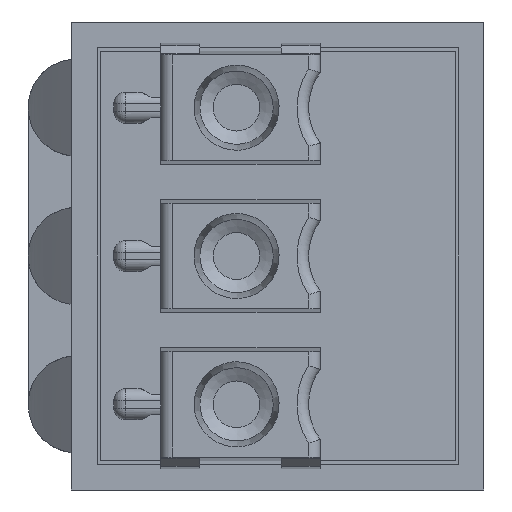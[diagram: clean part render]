
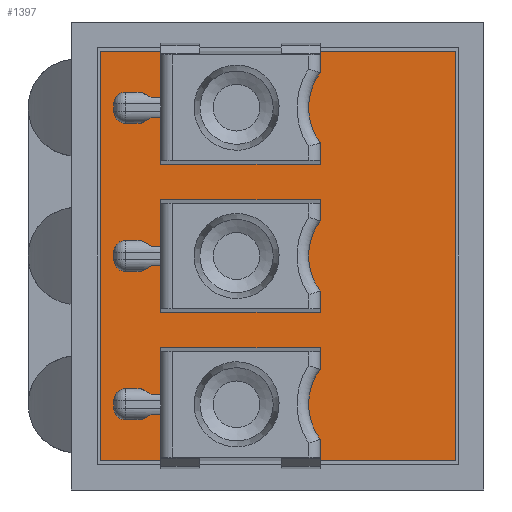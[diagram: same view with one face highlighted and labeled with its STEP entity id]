
A CAD part, front view. The second image highlights one B-rep face of the part: STEP entity #1397.
In plain terms, the highlighted planar face has unit normal (0, -1, 0).
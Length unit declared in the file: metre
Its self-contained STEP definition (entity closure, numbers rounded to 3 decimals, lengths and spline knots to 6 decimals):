
#1397=ADVANCED_FACE('',(#3276,#3277),#3278,.T.);
#2023=EDGE_CURVE('',#4232,#4233,#4234,.T.);
#2255=EDGE_CURVE('',#4239,#4580,#4581,.T.);
#3276=FACE_OUTER_BOUND('',#5622,.T.);
#3277=FACE_BOUND('',#5623,.T.);
#3278=PLANE('',#5624);
#3624=VERTEX_POINT('',#6168);
#3916=VERTEX_POINT('',#6851);
#3919=VERTEX_POINT('',#6856);
#3922=VERTEX_POINT('',#6861);
#3925=VERTEX_POINT('',#6866);
#4219=VERTEX_POINT('',#7417);
#4222=VERTEX_POINT('',#7422);
#4232=VERTEX_POINT('',#7438);
#4233=VERTEX_POINT('',#7439);
#4234=LINE('',#7440,#7441);
#4239=VERTEX_POINT('',#7449);
#4580=VERTEX_POINT('',#8185);
#4581=LINE('',#8186,#8187);
#4587=VERTEX_POINT('',#8196);
#4645=VERTEX_POINT('',#8294);
#4648=VERTEX_POINT('',#8299);
#4651=VERTEX_POINT('',#8304);
#5622=EDGE_LOOP('',(#11073,#11074,#11075,#11076,#11077,#11078,#11079,#11080,#11081,#11082,#11083,#11084,#11085,#11086,#11087,#11088,#11089,#11090));
#5623=EDGE_LOOP('',(#11091,#11092,#11093,#11094,#11095,#11096));
#5624=AXIS2_PLACEMENT_3D('',#11097,#11098,#11099);
#6168=CARTESIAN_POINT('',(0.0064,0.,-0.34693));
#6851=CARTESIAN_POINT('',(0.0064,0.,-0.34602));
#6856=CARTESIAN_POINT('',(0.0064,0.,-0.34547));
#6861=CARTESIAN_POINT('',(0.0064,0.,-0.34367));
#6866=CARTESIAN_POINT('',(0.0064,0.,-0.34312));
#7417=CARTESIAN_POINT('',(0.0064,0.,-0.34928));
#7422=CARTESIAN_POINT('',(0.0064,0.,-0.34748));
#7438=CARTESIAN_POINT('',(0.000753,0.,-0.34983));
#7439=CARTESIAN_POINT('',(0.0023,0.,-0.34983));
#7440=CARTESIAN_POINT('',(0.000753,0.,-0.34983));
#7441=VECTOR('',#12108,1.0);
#7449=CARTESIAN_POINT('',(0.009883,0.,-0.34983));
#8185=CARTESIAN_POINT('',(0.009883,0.,-0.33931));
#8186=CARTESIAN_POINT('',(0.009883,0.,-0.46936));
#8187=VECTOR('',#12241,1.0);
#8196=CARTESIAN_POINT('',(0.000753,0.,-0.33931));
#8294=CARTESIAN_POINT('',(0.0064,0.,-0.34221));
#8299=CARTESIAN_POINT('',(0.0064,0.,-0.34166));
#8304=CARTESIAN_POINT('',(0.0064,0.,-0.33986));
#11073=ORIENTED_EDGE('',*,*,#13083,.T.);
#11074=ORIENTED_EDGE('',*,*,#2023,.T.);
#11075=ORIENTED_EDGE('',*,*,#12766,.T.);
#11076=ORIENTED_EDGE('',*,*,#12765,.F.);
#11077=ORIENTED_EDGE('',*,*,#12404,.T.);
#11078=ORIENTED_EDGE('',*,*,#12763,.T.);
#11079=ORIENTED_EDGE('',*,*,#12761,.F.);
#11080=ORIENTED_EDGE('',*,*,#12759,.T.);
#11081=ORIENTED_EDGE('',*,*,#12773,.F.);
#11082=ORIENTED_EDGE('',*,*,#2255,.T.);
#11083=ORIENTED_EDGE('',*,*,#13084,.F.);
#11084=ORIENTED_EDGE('',*,*,#13085,.F.);
#11085=ORIENTED_EDGE('',*,*,#13086,.F.);
#11086=ORIENTED_EDGE('',*,*,#13087,.F.);
#11087=ORIENTED_EDGE('',*,*,#13088,.F.);
#11088=ORIENTED_EDGE('',*,*,#13089,.F.);
#11089=ORIENTED_EDGE('',*,*,#13090,.F.);
#11090=ORIENTED_EDGE('',*,*,#13091,.F.);
#11091=ORIENTED_EDGE('',*,*,#12602,.F.);
#11092=ORIENTED_EDGE('',*,*,#12599,.T.);
#11093=ORIENTED_EDGE('',*,*,#12597,.T.);
#11094=ORIENTED_EDGE('',*,*,#12595,.F.);
#11095=ORIENTED_EDGE('',*,*,#12593,.T.);
#11096=ORIENTED_EDGE('',*,*,#12591,.T.);
#11097=CARTESIAN_POINT('',(0.001968,0.,-0.53091));
#11098=DIRECTION('',(0.,-1.0,0.));
#11099=DIRECTION('',(1.0,0.,0.));
#12108=DIRECTION('',(1.,0.,0.));
#12241=DIRECTION('',(0.,0.,1.0));
#12404=EDGE_CURVE('',#13413,#3624,#13414,.T.);
#12591=EDGE_CURVE('',#3916,#13651,#13653,.T.);
#12593=EDGE_CURVE('',#3919,#3916,#13655,.T.);
#12595=EDGE_CURVE('',#3919,#3922,#13657,.T.);
#12597=EDGE_CURVE('',#3925,#3922,#13659,.T.);
#12599=EDGE_CURVE('',#13661,#3925,#13662,.T.);
#12602=EDGE_CURVE('',#13661,#13651,#13665,.T.);
#12759=EDGE_CURVE('',#4219,#13837,#13839,.T.);
#12761=EDGE_CURVE('',#4219,#4222,#13841,.T.);
#12763=EDGE_CURVE('',#3624,#4222,#13843,.T.);
#12765=EDGE_CURVE('',#13413,#13845,#13846,.T.);
#12766=EDGE_CURVE('',#4233,#13845,#13847,.T.);
#12773=EDGE_CURVE('',#4239,#13837,#13855,.T.);
#13083=EDGE_CURVE('',#4587,#4232,#14265,.T.);
#13084=EDGE_CURVE('',#14266,#4580,#14267,.T.);
#13085=EDGE_CURVE('',#14268,#14266,#14269,.T.);
#13086=EDGE_CURVE('',#4651,#14268,#14270,.T.);
#13087=EDGE_CURVE('',#4648,#4651,#14271,.T.);
#13088=EDGE_CURVE('',#4645,#4648,#14272,.T.);
#13089=EDGE_CURVE('',#14273,#4645,#14274,.T.);
#13090=EDGE_CURVE('',#14275,#14273,#14276,.T.);
#13091=EDGE_CURVE('',#4587,#14275,#14277,.T.);
#13413=VERTEX_POINT('',#14691);
#13414=LINE('',#14692,#14693);
#13651=VERTEX_POINT('',#15020);
#13653=LINE('',#15023,#15024);
#13655=LINE('',#15026,#15027);
#13657=CIRCLE('',#15029,0.0015);
#13659=LINE('',#15031,#15032);
#13661=VERTEX_POINT('',#15034);
#13662=LINE('',#15035,#15036);
#13665=LINE('',#15040,#15041);
#13837=VERTEX_POINT('',#15286);
#13839=LINE('',#15289,#15290);
#13841=CIRCLE('',#15292,0.0015);
#13843=LINE('',#15294,#15295);
#13845=VERTEX_POINT('',#15297);
#13846=LINE('',#15298,#15299);
#13847=LINE('',#15300,#15301);
#13855=LINE('',#15314,#15315);
#14265=LINE('',#15921,#15922);
#14266=VERTEX_POINT('',#15923);
#14267=LINE('',#15924,#15925);
#14268=VERTEX_POINT('',#15926);
#14269=LINE('',#15927,#15928);
#14270=LINE('',#15929,#15930);
#14271=CIRCLE('',#15931,0.0015);
#14272=LINE('',#15932,#15933);
#14273=VERTEX_POINT('',#15934);
#14274=LINE('',#15935,#15936);
#14275=VERTEX_POINT('',#15937);
#14276=LINE('',#15938,#15939);
#14277=LINE('',#15940,#15941);
#14691=CARTESIAN_POINT('',(0.0023,0.,-0.34693));
#14692=CARTESIAN_POINT('',(0.0023,0.,-0.34693));
#14693=VECTOR('',#16309,1.0);
#15020=CARTESIAN_POINT('',(0.0023,0.,-0.34602));
#15023=CARTESIAN_POINT('',(0.0064,0.,-0.34602));
#15024=VECTOR('',#16459,1.0);
#15026=CARTESIAN_POINT('',(0.0064,0.,-0.34547));
#15027=VECTOR('',#16460,1.0);
#15029=AXIS2_PLACEMENT_3D('',#16461,#16462,#16463);
#15031=CARTESIAN_POINT('',(0.0064,0.,-0.34322));
#15032=VECTOR('',#16464,1.0);
#15034=CARTESIAN_POINT('',(0.0023,0.,-0.34312));
#15035=CARTESIAN_POINT('',(0.0023,0.,-0.34312));
#15036=VECTOR('',#16465,1.0);
#15040=CARTESIAN_POINT('',(0.0023,0.,-0.342832));
#15041=VECTOR('',#16467,1.0);
#15286=CARTESIAN_POINT('',(0.0064,0.,-0.34983));
#15289=CARTESIAN_POINT('',(0.0064,0.,-0.349671));
#15290=VECTOR('',#16557,1.0);
#15292=AXIS2_PLACEMENT_3D('',#16558,#16559,#16560);
#15294=CARTESIAN_POINT('',(0.0064,0.,-0.34703));
#15295=VECTOR('',#16561,1.0);
#15297=CARTESIAN_POINT('',(0.0023,0.,-0.349718));
#15298=CARTESIAN_POINT('',(0.0023,0.,-0.346642));
#15299=VECTOR('',#16562,1.0);
#15300=CARTESIAN_POINT('',(0.0023,0.,-0.34983));
#15301=VECTOR('',#16563,1.0);
#15314=CARTESIAN_POINT('',(0.009868,0.,-0.34983));
#15315=VECTOR('',#16569,1.0);
#15921=CARTESIAN_POINT('',(0.000753,0.,-0.466172));
#15922=VECTOR('',#16825,1.0);
#15923=CARTESIAN_POINT('',(0.0064,0.,-0.33931));
#15924=CARTESIAN_POINT('',(0.006418,0.,-0.33931));
#15925=VECTOR('',#16826,1.0);
#15926=CARTESIAN_POINT('',(0.0064,0.,-0.339469));
#15927=CARTESIAN_POINT('',(0.0064,0.,-0.339469));
#15928=VECTOR('',#16827,1.0);
#15929=CARTESIAN_POINT('',(0.0064,0.,-0.33986));
#15930=VECTOR('',#16828,1.0);
#15931=AXIS2_PLACEMENT_3D('',#16829,#16830,#16831);
#15932=CARTESIAN_POINT('',(0.0064,0.,-0.34221));
#15933=VECTOR('',#16832,1.0);
#15934=CARTESIAN_POINT('',(0.0023,0.,-0.34221));
#15935=CARTESIAN_POINT('',(0.0023,0.,-0.34221));
#15936=VECTOR('',#16833,1.0);
#15937=CARTESIAN_POINT('',(0.0023,0.,-0.33931));
#15938=CARTESIAN_POINT('',(0.0023,0.,-0.33931));
#15939=VECTOR('',#16834,1.0);
#15940=CARTESIAN_POINT('',(0.000753,0.,-0.33931));
#15941=VECTOR('',#16835,1.0);
#16309=DIRECTION('',(1.,0.,0.));
#16459=DIRECTION('',(-1.,0.,0.));
#16460=DIRECTION('',(0.,0.,-1.0));
#16461=CARTESIAN_POINT('',(0.0076,0.,-0.34457));
#16462=DIRECTION('',(0.,1.0,0.));
#16463=DIRECTION('',(-0.8,0.,-0.6));
#16464=DIRECTION('',(0.,0.,-1.0));
#16465=DIRECTION('',(1.,0.,0.));
#16467=DIRECTION('',(0.,0.,-1.0));
#16557=DIRECTION('',(0.,0.,-1.0));
#16558=CARTESIAN_POINT('',(0.0076,0.,-0.34838));
#16559=DIRECTION('',(0.,1.0,0.));
#16560=DIRECTION('',(-0.8,0.,-0.6));
#16561=DIRECTION('',(0.,0.,-1.0));
#16562=DIRECTION('',(0.,0.,-1.0));
#16563=DIRECTION('',(0.,0.,1.));
#16569=DIRECTION('',(-1.0,0.,0.));
#16825=DIRECTION('',(0.,0.,-1.0));
#16826=DIRECTION('',(1.,0.,0.));
#16827=DIRECTION('',(0.,0.,1.));
#16828=DIRECTION('',(0.,0.,1.0));
#16829=CARTESIAN_POINT('',(0.0076,0.,-0.34076));
#16830=DIRECTION('',(0.,1.0,0.));
#16831=DIRECTION('',(-0.8,0.,-0.6));
#16832=DIRECTION('',(0.,0.,1.0));
#16833=DIRECTION('',(1.,0.,0.));
#16834=DIRECTION('',(0.,0.,-1.0));
#16835=DIRECTION('',(1.0,0.,0.));
